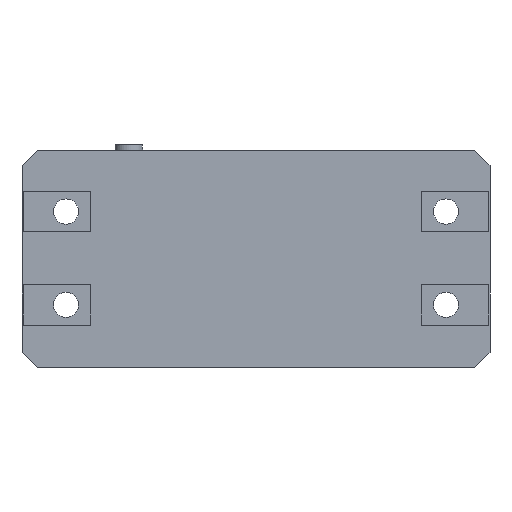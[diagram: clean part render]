
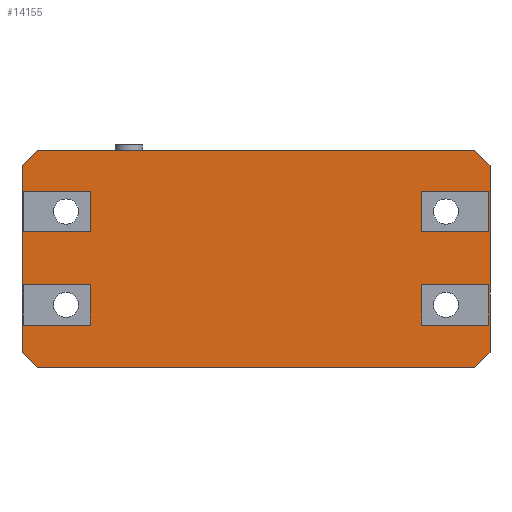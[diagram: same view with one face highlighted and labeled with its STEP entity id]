
A CAD part, front view. The second image highlights one B-rep face of the part: STEP entity #14155.
In plain terms, the highlighted planar face has unit normal (0, -1, 0).
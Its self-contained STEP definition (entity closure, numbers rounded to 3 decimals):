
#857=FACE_BOUND('',#2314,.T.);
#858=FACE_BOUND('',#2315,.T.);
#859=FACE_BOUND('',#2316,.T.);
#860=FACE_BOUND('',#2317,.T.);
#929=PLANE('',#15050);
#1480=FACE_OUTER_BOUND('',#2313,.T.);
#2313=EDGE_LOOP('',(#10026,#10027,#10028,#10029,#10030,#10031,#10032,#10033));
#2314=EDGE_LOOP('',(#10034));
#2315=EDGE_LOOP('',(#10035));
#2316=EDGE_LOOP('',(#10036));
#2317=EDGE_LOOP('',(#10037));
#3188=LINE('',#18650,#4746);
#3192=LINE('',#18658,#4750);
#3195=LINE('',#18664,#4753);
#3198=LINE('',#18670,#4756);
#3201=LINE('',#18676,#4759);
#3204=LINE('',#18682,#4762);
#3207=LINE('',#18688,#4765);
#3210=LINE('',#18693,#4768);
#4746=VECTOR('',#15797,10.);
#4750=VECTOR('',#15803,10.);
#4753=VECTOR('',#15808,10.);
#4756=VECTOR('',#15813,10.);
#4759=VECTOR('',#15818,10.);
#4762=VECTOR('',#15823,10.);
#4765=VECTOR('',#15828,10.);
#4768=VECTOR('',#15833,10.);
#6257=CIRCLE('',#15031,1.);
#6259=CIRCLE('',#15034,1.);
#6261=CIRCLE('',#15037,1.);
#6263=CIRCLE('',#15040,1.);
#6357=VERTEX_POINT('',#18626);
#6359=VERTEX_POINT('',#18632);
#6361=VERTEX_POINT('',#18638);
#6363=VERTEX_POINT('',#18644);
#6364=VERTEX_POINT('',#18648);
#6365=VERTEX_POINT('',#18649);
#6368=VERTEX_POINT('',#18657);
#6370=VERTEX_POINT('',#18663);
#6372=VERTEX_POINT('',#18669);
#6374=VERTEX_POINT('',#18675);
#6376=VERTEX_POINT('',#18681);
#6378=VERTEX_POINT('',#18687);
#7790=EDGE_CURVE('',#6357,#6357,#6257,.T.);
#7793=EDGE_CURVE('',#6359,#6359,#6259,.T.);
#7796=EDGE_CURVE('',#6361,#6361,#6261,.T.);
#7799=EDGE_CURVE('',#6363,#6363,#6263,.T.);
#7800=EDGE_CURVE('',#6364,#6365,#3188,.T.);
#7804=EDGE_CURVE('',#6368,#6365,#3192,.T.);
#7807=EDGE_CURVE('',#6368,#6370,#3195,.T.);
#7810=EDGE_CURVE('',#6370,#6372,#3198,.T.);
#7813=EDGE_CURVE('',#6372,#6374,#3201,.T.);
#7816=EDGE_CURVE('',#6376,#6374,#3204,.T.);
#7819=EDGE_CURVE('',#6376,#6378,#3207,.T.);
#7822=EDGE_CURVE('',#6364,#6378,#3210,.T.);
#10026=ORIENTED_EDGE('',*,*,#7822,.F.);
#10027=ORIENTED_EDGE('',*,*,#7800,.T.);
#10028=ORIENTED_EDGE('',*,*,#7804,.F.);
#10029=ORIENTED_EDGE('',*,*,#7807,.T.);
#10030=ORIENTED_EDGE('',*,*,#7810,.T.);
#10031=ORIENTED_EDGE('',*,*,#7813,.T.);
#10032=ORIENTED_EDGE('',*,*,#7816,.F.);
#10033=ORIENTED_EDGE('',*,*,#7819,.T.);
#10034=ORIENTED_EDGE('',*,*,#7790,.T.);
#10035=ORIENTED_EDGE('',*,*,#7793,.T.);
#10036=ORIENTED_EDGE('',*,*,#7796,.T.);
#10037=ORIENTED_EDGE('',*,*,#7799,.T.);
#14155=ADVANCED_FACE('',(#1480,#857,#858,#859,#860),#929,.F.);
#15031=AXIS2_PLACEMENT_3D('',#18628,#15772,#15773);
#15034=AXIS2_PLACEMENT_3D('',#18634,#15779,#15780);
#15037=AXIS2_PLACEMENT_3D('',#18640,#15786,#15787);
#15040=AXIS2_PLACEMENT_3D('',#18646,#15793,#15794);
#15050=AXIS2_PLACEMENT_3D('',#18696,#15837,#15838);
#15772=DIRECTION('center_axis',(0.,1.,0.));
#15773=DIRECTION('ref_axis',(-1.,0.,0.));
#15779=DIRECTION('center_axis',(0.,1.,0.));
#15780=DIRECTION('ref_axis',(-1.,0.,0.));
#15786=DIRECTION('center_axis',(0.,1.,0.));
#15787=DIRECTION('ref_axis',(-1.,0.,0.));
#15793=DIRECTION('center_axis',(0.,1.,0.));
#15794=DIRECTION('ref_axis',(-1.,0.,0.));
#15797=DIRECTION('',(-1.,0.,0.));
#15803=DIRECTION('',(0.707,0.,0.707));
#15808=DIRECTION('',(0.,0.,-1.));
#15813=DIRECTION('',(0.707,0.,-0.707));
#15818=DIRECTION('',(1.,0.,0.));
#15823=DIRECTION('',(-0.707,0.,-0.707));
#15828=DIRECTION('',(0.,0.,1.));
#15833=DIRECTION('',(0.707,0.,-0.707));
#15837=DIRECTION('center_axis',(0.,1.,0.));
#15838=DIRECTION('ref_axis',(1.,0.,0.));
#18626=CARTESIAN_POINT('',(4.5,0.,12.38));
#18628=CARTESIAN_POINT('Origin',(3.5,0.,12.38));
#18632=CARTESIAN_POINT('',(34.7,0.,4.96));
#18634=CARTESIAN_POINT('Origin',(33.7,0.,4.96));
#18638=CARTESIAN_POINT('',(4.5,0.,4.96));
#18640=CARTESIAN_POINT('Origin',(3.5,0.,4.96));
#18644=CARTESIAN_POINT('',(34.7,0.,12.38));
#18646=CARTESIAN_POINT('Origin',(33.7,0.,12.38));
#18648=CARTESIAN_POINT('',(36.,0.,17.23));
#18649=CARTESIAN_POINT('',(1.2,0.,17.23));
#18650=CARTESIAN_POINT('',(37.2,0.,17.23));
#18657=CARTESIAN_POINT('',(0.,0.,16.03));
#18658=CARTESIAN_POINT('',(0.,0.,16.03));
#18663=CARTESIAN_POINT('',(0.,0.,1.2));
#18664=CARTESIAN_POINT('',(0.,0.,17.23));
#18669=CARTESIAN_POINT('',(1.2,0.,0.));
#18670=CARTESIAN_POINT('',(0.,0.,1.2));
#18675=CARTESIAN_POINT('',(36.,0.,0.));
#18676=CARTESIAN_POINT('',(0.,0.,0.));
#18681=CARTESIAN_POINT('',(37.2,0.,1.2));
#18682=CARTESIAN_POINT('',(37.2,0.,1.2));
#18687=CARTESIAN_POINT('',(37.2,0.,16.03));
#18688=CARTESIAN_POINT('',(37.2,0.,0.));
#18693=CARTESIAN_POINT('',(36.,0.,17.23));
#18696=CARTESIAN_POINT('Origin',(18.6,0.,8.615));
